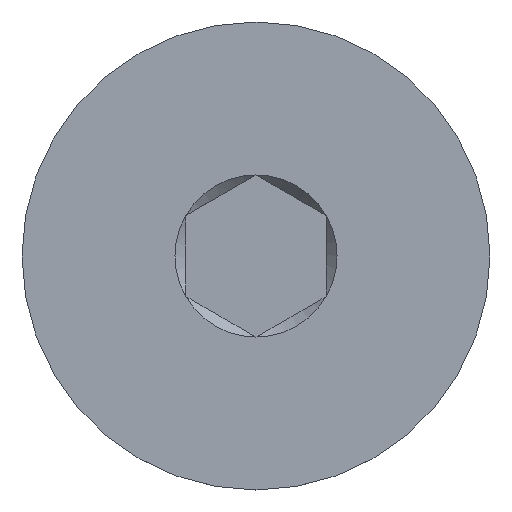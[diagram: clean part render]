
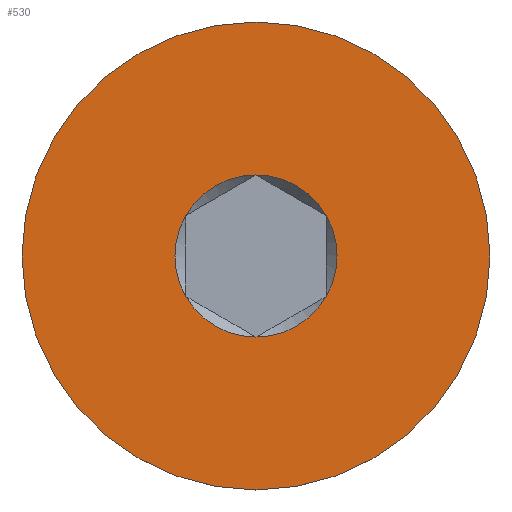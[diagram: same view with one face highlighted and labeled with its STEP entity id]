
A CAD part, top view. The second image highlights one B-rep face of the part: STEP entity #530.
In plain terms, the highlighted planar face has unit normal (0, 0, 1).
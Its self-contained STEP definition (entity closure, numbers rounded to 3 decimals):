
#17=FACE_BOUND('',#106,.T.);
#18=PLANE('',#589);
#71=FACE_OUTER_BOUND('',#105,.T.);
#105=EDGE_LOOP('',(#412));
#106=EDGE_LOOP('',(#413,#414,#415,#416,#417,#418));
#130=CIRCLE('',#582,0.866);
#131=CIRCLE('',#584,2.5);
#135=CIRCLE('',#590,0.866);
#136=CIRCLE('',#591,0.866);
#137=CIRCLE('',#592,0.866);
#138=CIRCLE('',#593,0.866);
#139=CIRCLE('',#594,0.866);
#243=VERTEX_POINT('',#1381);
#244=VERTEX_POINT('',#1382);
#245=VERTEX_POINT('',#1388);
#250=VERTEX_POINT('',#1435);
#251=VERTEX_POINT('',#1437);
#252=VERTEX_POINT('',#1439);
#253=VERTEX_POINT('',#1441);
#306=EDGE_CURVE('',#243,#244,#130,.T.);
#307=EDGE_CURVE('',#245,#245,#131,.T.);
#315=EDGE_CURVE('',#244,#250,#135,.T.);
#316=EDGE_CURVE('',#250,#251,#136,.T.);
#317=EDGE_CURVE('',#251,#252,#137,.T.);
#318=EDGE_CURVE('',#252,#253,#138,.T.);
#319=EDGE_CURVE('',#253,#243,#139,.T.);
#412=ORIENTED_EDGE('',*,*,#307,.T.);
#413=ORIENTED_EDGE('',*,*,#315,.T.);
#414=ORIENTED_EDGE('',*,*,#316,.T.);
#415=ORIENTED_EDGE('',*,*,#317,.T.);
#416=ORIENTED_EDGE('',*,*,#318,.T.);
#417=ORIENTED_EDGE('',*,*,#319,.T.);
#418=ORIENTED_EDGE('',*,*,#306,.T.);
#530=ADVANCED_FACE('',(#71,#17),#18,.F.);
#582=AXIS2_PLACEMENT_3D('',#1386,#664,#665);
#584=AXIS2_PLACEMENT_3D('',#1389,#668,#669);
#589=AXIS2_PLACEMENT_3D('',#1434,#680,#681);
#590=AXIS2_PLACEMENT_3D('',#1436,#682,#683);
#591=AXIS2_PLACEMENT_3D('',#1438,#684,#685);
#592=AXIS2_PLACEMENT_3D('',#1440,#686,#687);
#593=AXIS2_PLACEMENT_3D('',#1442,#688,#689);
#594=AXIS2_PLACEMENT_3D('',#1443,#690,#691);
#664=DIRECTION('center_axis',(0.,0.,-1.));
#665=DIRECTION('ref_axis',(-1.,0.,0.));
#668=DIRECTION('center_axis',(0.,0.,1.));
#669=DIRECTION('ref_axis',(0.,-1.,0.));
#680=DIRECTION('center_axis',(0.,0.,-1.));
#681=DIRECTION('ref_axis',(0.,1.,0.));
#682=DIRECTION('center_axis',(0.,0.,-1.));
#683=DIRECTION('ref_axis',(-1.,0.,0.));
#684=DIRECTION('center_axis',(0.,0.,-1.));
#685=DIRECTION('ref_axis',(-1.,0.,0.));
#686=DIRECTION('center_axis',(0.,0.,-1.));
#687=DIRECTION('ref_axis',(-1.,0.,0.));
#688=DIRECTION('center_axis',(0.,0.,-1.));
#689=DIRECTION('ref_axis',(-1.,0.,0.));
#690=DIRECTION('center_axis',(0.,0.,-1.));
#691=DIRECTION('ref_axis',(-1.,0.,0.));
#1381=CARTESIAN_POINT('',(-0.75,-0.433,2.));
#1382=CARTESIAN_POINT('',(-0.75,0.433,2.));
#1386=CARTESIAN_POINT('Origin',(0.,0.,2.));
#1388=CARTESIAN_POINT('',(0.,2.5,2.));
#1389=CARTESIAN_POINT('Origin',(0.,0.,2.));
#1434=CARTESIAN_POINT('Origin',(0.,0.,
2.));
#1435=CARTESIAN_POINT('',(0.,0.866,2.));
#1436=CARTESIAN_POINT('Origin',(0.,0.,2.));
#1437=CARTESIAN_POINT('',(0.75,0.433,2.));
#1438=CARTESIAN_POINT('Origin',(0.,0.,2.));
#1439=CARTESIAN_POINT('',(0.75,-0.433,2.));
#1440=CARTESIAN_POINT('Origin',(0.,0.,2.));
#1441=CARTESIAN_POINT('',(0.,-0.866,2.));
#1442=CARTESIAN_POINT('Origin',(0.,0.,2.));
#1443=CARTESIAN_POINT('Origin',(0.,0.,2.));
